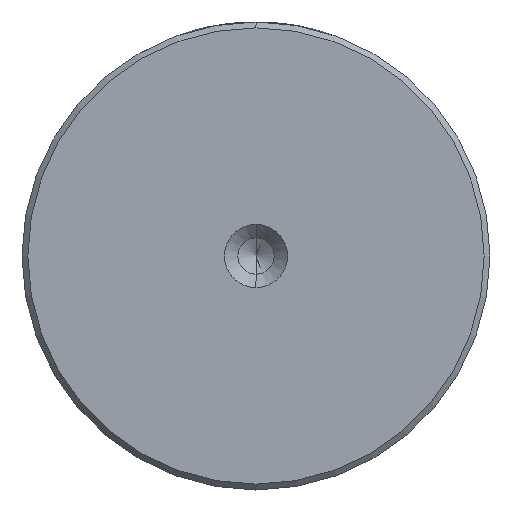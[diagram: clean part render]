
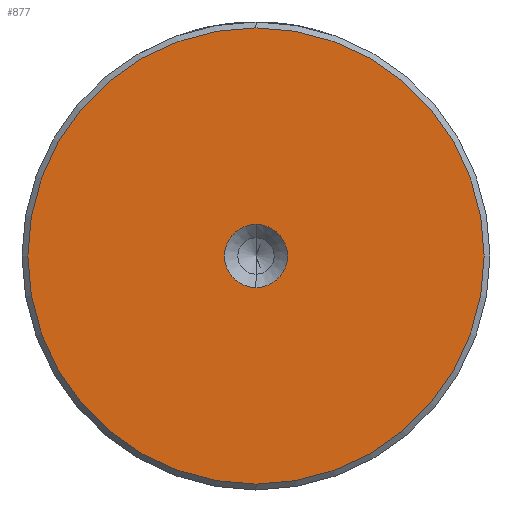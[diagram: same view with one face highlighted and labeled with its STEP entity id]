
A CAD part, left-side view. The second image highlights one B-rep face of the part: STEP entity #877.
In plain terms, the highlighted planar face has unit normal (-1, 0, 0).
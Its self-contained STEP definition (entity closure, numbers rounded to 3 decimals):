
#42 = FACE_OUTER_BOUND ( 'NONE', #2573, .T. ) ;
#120 = CIRCLE ( 'NONE', #1231, 19.5 ) ;
#124 = CIRCLE ( 'NONE', #1567, 19.5 ) ;
#159 = EDGE_CURVE ( 'NONE', #1236, #1323, #998, .T. ) ;
#305 = CARTESIAN_POINT ( 'NONE',  ( 0., 0., -19.5 ) ) ;
#340 = DIRECTION ( 'NONE',  ( -1., 0., 0. ) ) ;
#454 = AXIS2_PLACEMENT_3D ( 'NONE', #2284, #880, #2509 ) ;
#581 = VERTEX_POINT ( 'NONE', #305 ) ;
#718 = AXIS2_PLACEMENT_3D ( 'NONE', #1750, #340, #1988 ) ;
#800 = CARTESIAN_POINT ( 'NONE',  ( 0., 0., -2.7 ) ) ;
#802 = CARTESIAN_POINT ( 'NONE',  ( 0., 0., 19.5 ) ) ;
#823 = CARTESIAN_POINT ( 'NONE',  ( 0., 0., 0. ) ) ;
#840 = EDGE_CURVE ( 'NONE', #2832, #581, #124, .T. ) ;
#877 = ADVANCED_FACE ( 'NONE', ( #42, #1305 ), #2229, .T. ) ;
#880 = DIRECTION ( 'NONE',  ( -1., 0., 0. ) ) ;
#998 = CIRCLE ( 'NONE', #454, 2.7 ) ;
#1053 = CARTESIAN_POINT ( 'NONE',  ( 0., 0., 0. ) ) ;
#1063 = DIRECTION ( 'NONE',  ( -1., 0., 0. ) ) ;
#1133 = DIRECTION ( 'NONE',  ( -1., 0., 0. ) ) ;
#1231 = AXIS2_PLACEMENT_3D ( 'NONE', #2530, #1133, #2754 ) ;
#1236 = VERTEX_POINT ( 'NONE', #800 ) ;
#1282 = DIRECTION ( 'NONE',  ( 0., 0., 1. ) ) ;
#1305 = FACE_BOUND ( 'NONE', #1410, .T. ) ;
#1323 = VERTEX_POINT ( 'NONE', #2686 ) ;
#1410 = EDGE_LOOP ( 'NONE', ( #2125, #2212 ) ) ;
#1457 = EDGE_CURVE ( 'NONE', #581, #2832, #120, .T. ) ;
#1463 = ORIENTED_EDGE ( 'NONE', *, *, #840, .T. ) ;
#1567 = AXIS2_PLACEMENT_3D ( 'NONE', #1053, #2672, #1282 ) ;
#1750 = CARTESIAN_POINT ( 'NONE',  ( 0., 0., 0. ) ) ;
#1988 = DIRECTION ( 'NONE',  ( 0., 0., 1. ) ) ;
#2125 = ORIENTED_EDGE ( 'NONE', *, *, #2846, .F. ) ;
#2184 = AXIS2_PLACEMENT_3D ( 'NONE', #823, #1063, #2685 ) ;
#2212 = ORIENTED_EDGE ( 'NONE', *, *, #159, .F. ) ;
#2229 = PLANE ( 'NONE',  #2184 ) ;
#2284 = CARTESIAN_POINT ( 'NONE',  ( 0., 0., 0. ) ) ;
#2509 = DIRECTION ( 'NONE',  ( 0., 0., 1. ) ) ;
#2530 = CARTESIAN_POINT ( 'NONE',  ( 0., 0., 0. ) ) ;
#2573 = EDGE_LOOP ( 'NONE', ( #2856, #1463 ) ) ;
#2672 = DIRECTION ( 'NONE',  ( -1., 0., 0. ) ) ;
#2685 = DIRECTION ( 'NONE',  ( 0., 0., 1. ) ) ;
#2686 = CARTESIAN_POINT ( 'NONE',  ( 0., 0., 2.7 ) ) ;
#2754 = DIRECTION ( 'NONE',  ( 0., 0., 1. ) ) ;
#2832 = VERTEX_POINT ( 'NONE', #802 ) ;
#2846 = EDGE_CURVE ( 'NONE', #1323, #1236, #2893, .T. ) ;
#2856 = ORIENTED_EDGE ( 'NONE', *, *, #1457, .T. ) ;
#2893 = CIRCLE ( 'NONE', #718, 2.7 ) ;
